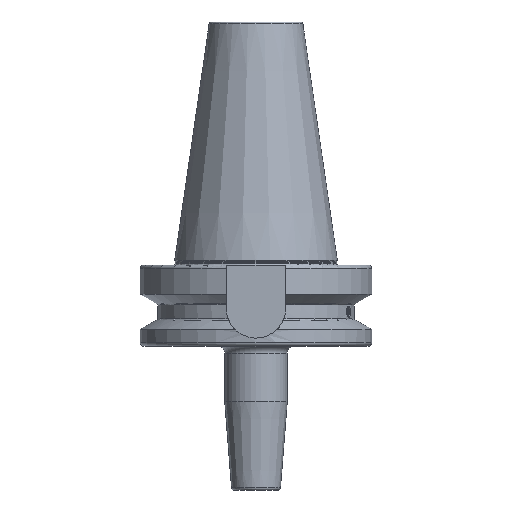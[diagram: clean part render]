
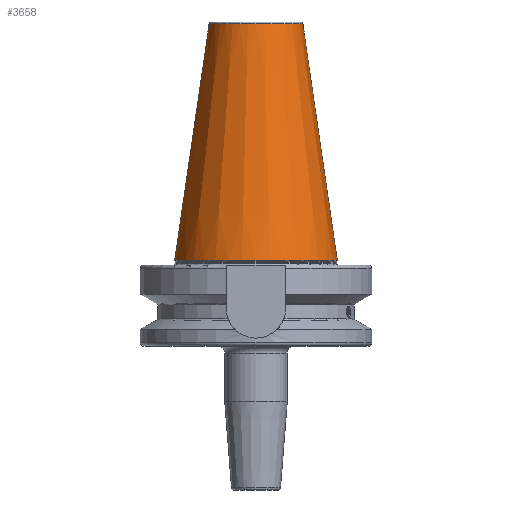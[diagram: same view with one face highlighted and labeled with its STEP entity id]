
A CAD part, left-side view. The second image highlights one B-rep face of the part: STEP entity #3658.
In plain terms, the highlighted conical face has half-angle 8.297 degrees and reference radius 27.637 mm.
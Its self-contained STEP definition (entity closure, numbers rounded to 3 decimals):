
#787=CARTESIAN_POINT('',(0,0,138.944));
#788=DIRECTION('',(0,0,1));
#789=DIRECTION('',(0,1,0));
#790=AXIS2_PLACEMENT_3D('',#787,#788,#789);
#792=DIRECTION('',(0.,0.144,0.99));
#793=VECTOR('',#792,103.023);
#794=CARTESIAN_POINT('',(0,-35.071,37));
#795=LINE('',#794,#793);
#796=CARTESIAN_POINT('',(0,0,37));
#797=DIRECTION('',(0,0,1));
#798=DIRECTION('',(0,1,0));
#799=AXIS2_PLACEMENT_3D('',#796,#797,#798);
#801=DIRECTION('',(0.,-0.144,0.99));
#802=VECTOR('',#801,103.023);
#803=CARTESIAN_POINT('',(0,35.071,37));
#804=LINE('',#803,#802);
#2440=CARTESIAN_POINT('',(0,35.071,37));
#2442=VERTEX_POINT('',#2440);
#2456=CARTESIAN_POINT('',(0,-35.071,37));
#2458=VERTEX_POINT('',#2456);
#2483=CARTESIAN_POINT('',(0,20.204,138.944));
#2484=CARTESIAN_POINT('',(0,-20.204,138.944));
#2485=VERTEX_POINT('',#2483);
#2486=VERTEX_POINT('',#2484);
#3644=CARTESIAN_POINT('',(0,0,87.972));
#3645=DIRECTION('',(0,0,-1));
#3646=DIRECTION('',(0,-1,0));
#3647=AXIS2_PLACEMENT_3D('',#3644,#3645,#3646);
#3648=CONICAL_SURFACE('',#3647,27.637,8.297);
#3650=ORIENTED_EDGE('',*,*,#3649,.T.);
#3652=ORIENTED_EDGE('',*,*,#3651,.F.);
#3653=ORIENTED_EDGE('',*,*,#3637,.F.);
#3655=ORIENTED_EDGE('',*,*,#3654,.T.);
#3656=EDGE_LOOP('',(#3650,#3652,#3653,#3655));
#3657=FACE_OUTER_BOUND('',#3656,.F.);
#3658=ADVANCED_FACE('',(#3657),#3648,.T.);
#791=CIRCLE('',#790,20.204);
#800=CIRCLE('',#799,35.071);
#3637=EDGE_CURVE('',#2442,#2458,#800,.T.);
#3649=EDGE_CURVE('',#2485,#2486,#791,.T.);
#3651=EDGE_CURVE('',#2458,#2486,#795,.T.);
#3654=EDGE_CURVE('',#2442,#2485,#804,.T.);
